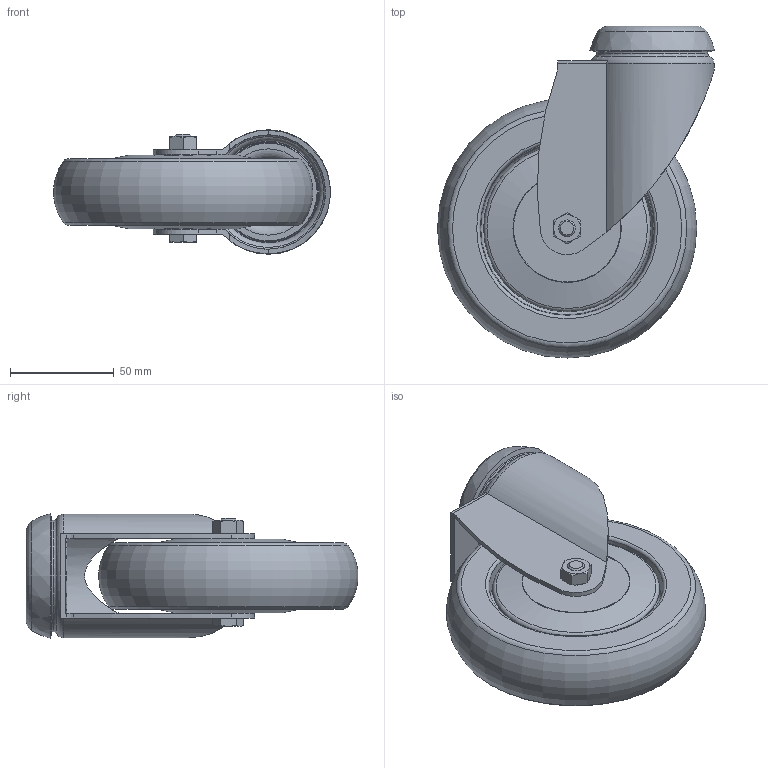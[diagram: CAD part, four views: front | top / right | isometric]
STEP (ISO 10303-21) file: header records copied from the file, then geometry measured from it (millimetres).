
FILE_DESCRIPTION(/* description */ ('Lenkrolle D125'),/* implementation_level */ '2;1');
FILE_NAME(/* name */ 'Syskomp 412541266 Lenkrolle D125.stp',/* time_stamp */ '2017-09-06T11:51:43+02:00',/* author */ ('wheldmann'),/* organization */ (''),/* preprocessor_version */ 'ST-DEVELOPER v16.1',/* originating_system */ 'Autodesk Inventor 2016',/* authorisation */ '');
FILE_SCHEMA (('AUTOMOTIVE_DESIGN { 1 0 10303 214 3 1 1 }'));
Length unit declared in the file: millimetre
Products named in the file (1): 412541266 Lenkrolle D125
Bounding box: 133.46 x 159.96 x 59.99 mm (x, y, z)
Volume: 352810.4 mm3; surface area: 103207.7 mm2
Topology: 1 solids, 2 shells, 157 faces, 334 edges, 205 vertices
Faces by surface type: plane 51, torus 35, cone 35, cylinder 34, bspline 2
Full cylindrical faces by diameter (mm): 8 x2, 8.3 x2, 8.4 x1, 13 x1, 19.5 x1, 23 x2, 31.6 x1, 47.5 x1, 49.1 x2, 53.7 x1, 55.15 x1, 77.5 x2, 80.5 x2
Entity records: 4157 total; most frequent: CARTESIAN_POINT 921, DIRECTION 660, ORIENTED_EDGE 516, AXIS2_PLACEMENT_3D 301, EDGE_CURVE 258, EDGE_LOOP 254, VERTEX_POINT 198, STYLED_ITEM 157
